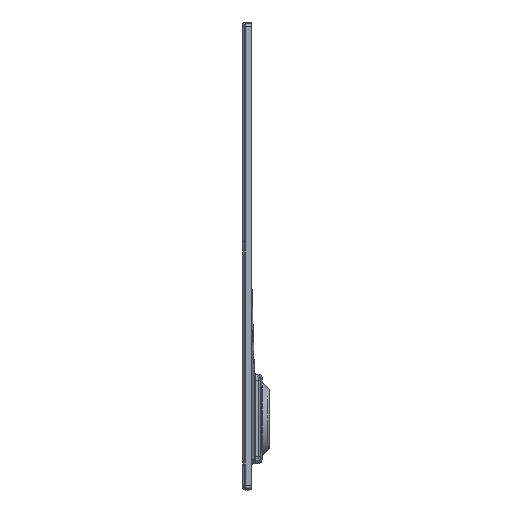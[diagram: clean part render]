
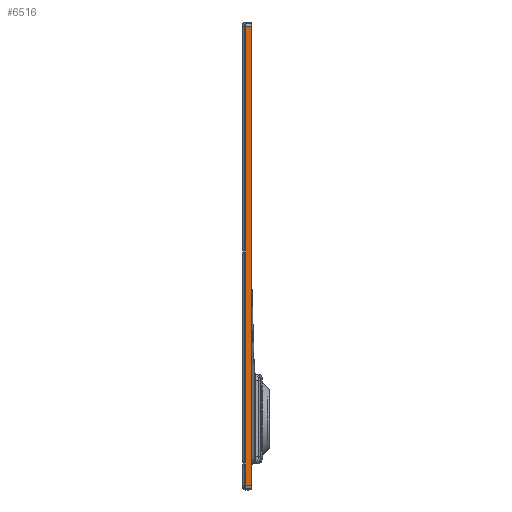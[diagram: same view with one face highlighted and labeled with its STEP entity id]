
A CAD part, left-side view. The second image highlights one B-rep face of the part: STEP entity #6516.
In plain terms, the highlighted planar face has unit normal (-1, 0, 0).
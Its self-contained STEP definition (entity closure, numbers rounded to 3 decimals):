
#1=DIRECTION('',(0.,0.,-1.));
#2=VECTOR('',#1,736.);
#3=CARTESIAN_POINT('',(-850.,-15.,743.));
#4=LINE('',#3,#2);
#5=DIRECTION('',(0.,1.,0.));
#6=VECTOR('',#5,9.981);
#7=CARTESIAN_POINT('',(-850.,-15.,7.));
#8=LINE('',#7,#6);
#9=DIRECTION('',(0.,-0.003,1.));
#10=VECTOR('',#9,32.993);
#11=CARTESIAN_POINT('',(-850.,-5.019,7.));
#12=LINE('',#11,#10);
#13=DIRECTION('',(0.,0.,1.));
#14=VECTOR('',#13,345.499);
#15=CARTESIAN_POINT('',(-850.,-5.049,397.501));
#16=LINE('',#15,#14);
#73=DIRECTION('',(0.,1.,0.));
#74=VECTOR('',#73,10.);
#75=CARTESIAN_POINT('',(-850.,-15.,743.));
#76=LINE('',#75,#74);
#106=CARTESIAN_POINT('',(-850.,-5.049,397.501));
#107=CARTESIAN_POINT('',(-850.,-5.055,358.53));
#108=CARTESIAN_POINT('',(-850.,-5.068,280.457));
#109=CARTESIAN_POINT('',(-850.,-5.088,162.957));
#110=CARTESIAN_POINT('',(-850.,-5.101,84.362));
#111=CARTESIAN_POINT('',(-850.,-5.107,45.));
#134=DIRECTION('',(0.,0.,-1.));
#135=VECTOR('',#134,5.007);
#136=CARTESIAN_POINT('',(-850.,-5.107,45.));
#137=LINE('',#136,#135);
#6051=CARTESIAN_POINT('',(-850.,-15.,743.));
#6052=CARTESIAN_POINT('',(-850.,-15.,7.));
#6053=VERTEX_POINT('',#6051);
#6054=VERTEX_POINT('',#6052);
#6055=CARTESIAN_POINT('',(-850.,-5.019,
7.));
#6056=VERTEX_POINT('',#6055);
#6057=CARTESIAN_POINT('',(-850.,-5.107,
39.993));
#6058=VERTEX_POINT('',#6057);
#6059=CARTESIAN_POINT('',(-850.,-5.107,45.));
#6060=VERTEX_POINT('',#6059);
#6061=VERTEX_POINT('',#106);
#6062=CARTESIAN_POINT('',(-850.,-5.,
743.));
#6063=VERTEX_POINT('',#6062);
#6495=CARTESIAN_POINT('',(-850.,0.,0.));
#6496=DIRECTION('',(-1.,0.,0.));
#6497=DIRECTION('',(0.,0.,1.));
#6498=AXIS2_PLACEMENT_3D('',#6495,#6496,#6497);
#6499=PLANE('',#6498);
#6501=ORIENTED_EDGE('',*,*,#6500,.T.);
#6503=ORIENTED_EDGE('',*,*,#6502,.T.);
#6505=ORIENTED_EDGE('',*,*,#6504,.T.);
#6507=ORIENTED_EDGE('',*,*,#6506,.F.);
#6509=ORIENTED_EDGE('',*,*,#6508,.F.);
#6511=ORIENTED_EDGE('',*,*,#6510,.T.);
#6513=ORIENTED_EDGE('',*,*,#6512,.F.);
#6514=EDGE_LOOP('',(#6501,#6503,#6505,#6507,#6509,#6511,#6513));
#6515=FACE_OUTER_BOUND('',#6514,.F.);
#6516=ADVANCED_FACE('',(#6515),#6499,.T.);
#112=B_SPLINE_CURVE_WITH_KNOTS('',3,(#106,#107,#108,#109,#110,#111),
.UNSPECIFIED.,.F.,.F.,(4,1,1,4),(0.,0.333,0.667,1.),
.UNSPECIFIED.);
#6500=EDGE_CURVE('',#6053,#6054,#4,.T.);
#6502=EDGE_CURVE('',#6054,#6056,#8,.T.);
#6504=EDGE_CURVE('',#6056,#6058,#12,.T.);
#6506=EDGE_CURVE('',#6060,#6058,#137,.T.);
#6508=EDGE_CURVE('',#6061,#6060,#112,.T.);
#6510=EDGE_CURVE('',#6061,#6063,#16,.T.);
#6512=EDGE_CURVE('',#6053,#6063,#76,.T.);
